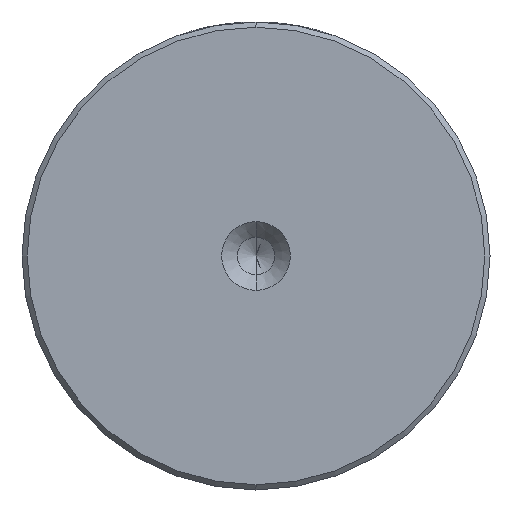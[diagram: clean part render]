
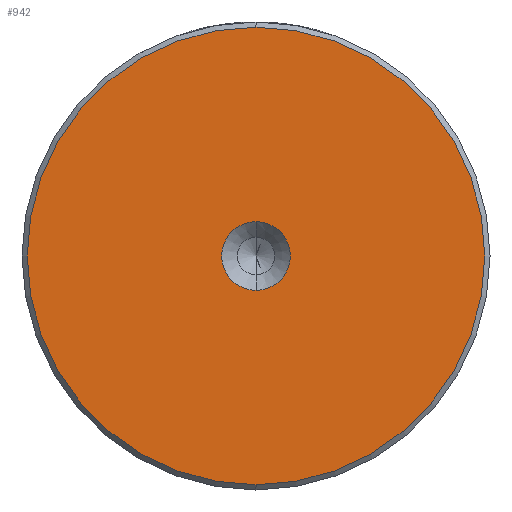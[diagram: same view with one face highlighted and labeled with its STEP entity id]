
A CAD part, left-side view. The second image highlights one B-rep face of the part: STEP entity #942.
In plain terms, the highlighted planar face has unit normal (-1, 0, 0).
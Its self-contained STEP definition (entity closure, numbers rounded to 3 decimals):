
#162 = AXIS2_PLACEMENT_3D ( 'NONE', #909, #2282, #1109 ) ;
#165 = VERTEX_POINT ( 'NONE', #2518 ) ;
#269 = FACE_BOUND ( 'NONE', #2436, .T. ) ;
#283 = CARTESIAN_POINT ( 'NONE',  ( 0., 0., 22. ) ) ;
#354 = CARTESIAN_POINT ( 'NONE',  ( 0., 0., 0. ) ) ;
#364 = CIRCLE ( 'NONE', #162, 3.3 ) ;
#387 = CIRCLE ( 'NONE', #2211, 22. ) ;
#394 = ORIENTED_EDGE ( 'NONE', *, *, #563, .T. ) ;
#411 = DIRECTION ( 'NONE',  ( -1., 0., 0. ) ) ;
#513 = VERTEX_POINT ( 'NONE', #2107 ) ;
#553 = DIRECTION ( 'NONE',  ( 0., 0., 1. ) ) ;
#563 = EDGE_CURVE ( 'NONE', #1090, #513, #387, .T. ) ;
#810 = CARTESIAN_POINT ( 'NONE',  ( 0., 0., 0. ) ) ;
#851 = EDGE_CURVE ( 'NONE', #1606, #165, #970, .T. ) ;
#878 = AXIS2_PLACEMENT_3D ( 'NONE', #1202, #1015, #2380 ) ;
#909 = CARTESIAN_POINT ( 'NONE',  ( 0., 0., 0. ) ) ;
#942 = ADVANCED_FACE ( 'NONE', ( #1832, #269 ), #1990, .T. ) ;
#970 = CIRCLE ( 'NONE', #2359, 3.3 ) ;
#997 = DIRECTION ( 'NONE',  ( 0., 0., 1. ) ) ;
#1015 = DIRECTION ( 'NONE',  ( -1., 0., 0. ) ) ;
#1090 = VERTEX_POINT ( 'NONE', #283 ) ;
#1109 = DIRECTION ( 'NONE',  ( 0., 0., 1. ) ) ;
#1151 = EDGE_CURVE ( 'NONE', #165, #1606, #364, .T. ) ;
#1202 = CARTESIAN_POINT ( 'NONE',  ( 0., 0., 0. ) ) ;
#1363 = EDGE_LOOP ( 'NONE', ( #2421, #394 ) ) ;
#1577 = CARTESIAN_POINT ( 'NONE',  ( 0., 0., 0. ) ) ;
#1606 = VERTEX_POINT ( 'NONE', #2423 ) ;
#1723 = DIRECTION ( 'NONE',  ( -1., 0., 0. ) ) ;
#1749 = CIRCLE ( 'NONE', #2106, 22. ) ;
#1775 = DIRECTION ( 'NONE',  ( 0., 0., 1. ) ) ;
#1832 = FACE_OUTER_BOUND ( 'NONE', #1363, .T. ) ;
#1990 = PLANE ( 'NONE',  #878 ) ;
#2001 = ORIENTED_EDGE ( 'NONE', *, *, #1151, .F. ) ;
#2020 = EDGE_CURVE ( 'NONE', #513, #1090, #1749, .T. ) ;
#2106 = AXIS2_PLACEMENT_3D ( 'NONE', #354, #1723, #553 ) ;
#2107 = CARTESIAN_POINT ( 'NONE',  ( 0., 0., -22. ) ) ;
#2154 = ORIENTED_EDGE ( 'NONE', *, *, #851, .F. ) ;
#2169 = DIRECTION ( 'NONE',  ( -1., 0., 0. ) ) ;
#2211 = AXIS2_PLACEMENT_3D ( 'NONE', #810, #2169, #997 ) ;
#2282 = DIRECTION ( 'NONE',  ( -1., 0., 0. ) ) ;
#2359 = AXIS2_PLACEMENT_3D ( 'NONE', #1577, #411, #1775 ) ;
#2380 = DIRECTION ( 'NONE',  ( 0., 0., 1. ) ) ;
#2421 = ORIENTED_EDGE ( 'NONE', *, *, #2020, .T. ) ;
#2423 = CARTESIAN_POINT ( 'NONE',  ( 0., 0., -3.3 ) ) ;
#2436 = EDGE_LOOP ( 'NONE', ( #2001, #2154 ) ) ;
#2518 = CARTESIAN_POINT ( 'NONE',  ( 0., 0., 3.3 ) ) ;
